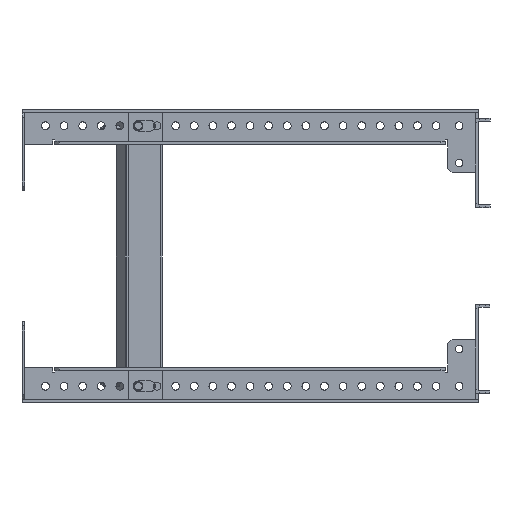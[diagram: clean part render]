
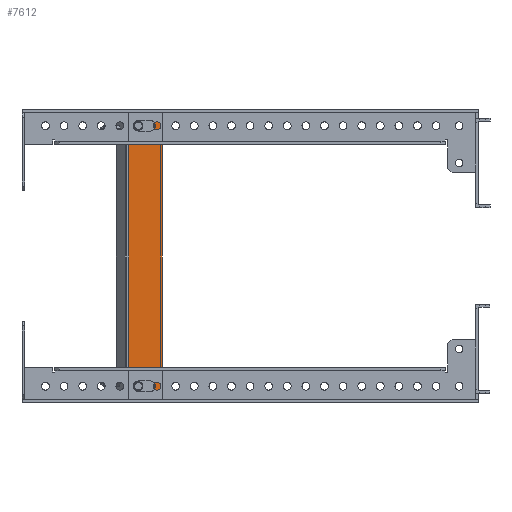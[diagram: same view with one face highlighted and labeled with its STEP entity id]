
A CAD part, front view. The second image highlights one B-rep face of the part: STEP entity #7612.
In plain terms, the highlighted planar face has unit normal (0, -1, 0).
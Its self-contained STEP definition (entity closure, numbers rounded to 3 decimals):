
#46 = DIRECTION ( 'NONE',  ( 0., 0., 1. ) ) ;
#49 = DIRECTION ( 'NONE',  ( 1., 0., 0. ) ) ;
#225 = AXIS2_PLACEMENT_3D ( 'NONE', #28939, #20636, #49 ) ;
#342 = CIRCLE ( 'NONE', #5420, 3.5 ) ;
#510 = DIRECTION ( 'NONE',  ( -1., 0., 0. ) ) ;
#607 = DIRECTION ( 'NONE',  ( 1., 0., 0. ) ) ;
#782 = LINE ( 'NONE', #5733, #4182 ) ;
#881 = EDGE_CURVE ( 'NONE', #9137, #4878, #19020, .T. ) ;
#1461 = ORIENTED_EDGE ( 'NONE', *, *, #8173, .F. ) ;
#1464 = EDGE_CURVE ( 'NONE', #34461, #10494, #22938, .T. ) ;
#2347 = CARTESIAN_POINT ( 'NONE',  ( 1112.27, -253.815, -91. ) ) ;
#2644 = LINE ( 'NONE', #16602, #30157 ) ;
#3781 = VERTEX_POINT ( 'NONE', #13566 ) ;
#3956 = ORIENTED_EDGE ( 'NONE', *, *, #1464, .T. ) ;
#4182 = VECTOR ( 'NONE', #607, 1000. ) ;
#4236 = EDGE_CURVE ( 'NONE', #23136, #13714, #15139, .T. ) ;
#4325 = EDGE_CURVE ( 'NONE', #3781, #22558, #27471, .T. ) ;
#4423 = CARTESIAN_POINT ( 'NONE',  ( 1120.27, -253.815, 87.5 ) ) ;
#4696 = LINE ( 'NONE', #26955, #13210 ) ;
#4734 = DIRECTION ( 'NONE',  ( 0., 1., 0. ) ) ;
#4870 = FACE_BOUND ( 'NONE', #15932, .T. ) ;
#4878 = VERTEX_POINT ( 'NONE', #24222 ) ;
#5420 = AXIS2_PLACEMENT_3D ( 'NONE', #16953, #21899, #510 ) ;
#5447 = ORIENTED_EDGE ( 'NONE', *, *, #7642, .F. ) ;
#5733 = CARTESIAN_POINT ( 'NONE',  ( 1112.27, -253.815, 91. ) ) ;
#5735 = LINE ( 'NONE', #16701, #14990 ) ;
#5806 = DIRECTION ( 'NONE',  ( -1., 0., 0. ) ) ;
#5998 = CIRCLE ( 'NONE', #24628, 3.5 ) ;
#6160 = ORIENTED_EDGE ( 'NONE', *, *, #4325, .T. ) ;
#6465 = CARTESIAN_POINT ( 'NONE',  ( 1112.27, -253.815, 87.5 ) ) ;
#6574 = CARTESIAN_POINT ( 'NONE',  ( 1108.77, -253.815, -87.5 ) ) ;
#7251 = EDGE_CURVE ( 'NONE', #4878, #10987, #782, .T. ) ;
#7612 = ADVANCED_FACE ( 'NONE', ( #24279, #4870, #28612 ), #18144, .F. ) ;
#7642 = EDGE_CURVE ( 'NONE', #25244, #22558, #4696, .T. ) ;
#7805 = CARTESIAN_POINT ( 'NONE',  ( 1108.77, -253.815, 87.5 ) ) ;
#7856 = EDGE_CURVE ( 'NONE', #33103, #12977, #24543, .T. ) ;
#8173 = EDGE_CURVE ( 'NONE', #13266, #25244, #5735, .T. ) ;
#8810 = CARTESIAN_POINT ( 'NONE',  ( 1112.27, -253.815, -87.5 ) ) ;
#9137 = VERTEX_POINT ( 'NONE', #7805 ) ;
#9223 = CARTESIAN_POINT ( 'NONE',  ( 1112.27, -253.815, -91. ) ) ;
#9272 = DIRECTION ( 'NONE',  ( -1., 0., 0. ) ) ;
#9970 = AXIS2_PLACEMENT_3D ( 'NONE', #6465, #22711, #9272 ) ;
#10494 = VERTEX_POINT ( 'NONE', #15706 ) ;
#10987 = VERTEX_POINT ( 'NONE', #22576 ) ;
#12609 = ORIENTED_EDGE ( 'NONE', *, *, #7856, .F. ) ;
#12941 = CARTESIAN_POINT ( 'NONE',  ( 1112.27, -253.815, -84. ) ) ;
#12977 = VERTEX_POINT ( 'NONE', #6574 ) ;
#12996 = CIRCLE ( 'NONE', #33977, 3.5 ) ;
#13210 = VECTOR ( 'NONE', #34110, 1000. ) ;
#13266 = VERTEX_POINT ( 'NONE', #24938 ) ;
#13346 = EDGE_CURVE ( 'NONE', #3781, #13266, #2644, .T. ) ;
#13428 = DIRECTION ( 'NONE',  ( 0., 1., 0. ) ) ;
#13566 = CARTESIAN_POINT ( 'NONE',  ( 1128.272, -253.815, -97.5 ) ) ;
#13714 = VERTEX_POINT ( 'NONE', #34440 ) ;
#13863 = ORIENTED_EDGE ( 'NONE', *, *, #34652, .T. ) ;
#14990 = VECTOR ( 'NONE', #27316, 1000. ) ;
#15139 = LINE ( 'NONE', #2347, #18117 ) ;
#15211 = DIRECTION ( 'NONE',  ( -1., 0., 0. ) ) ;
#15630 = CIRCLE ( 'NONE', #26961, 3.5 ) ;
#15635 = CARTESIAN_POINT ( 'NONE',  ( 1120.27, -253.815, -84. ) ) ;
#15706 = CARTESIAN_POINT ( 'NONE',  ( 1112.27, -253.815, 84. ) ) ;
#15869 = VECTOR ( 'NONE', #46, 1000. ) ;
#15932 = EDGE_LOOP ( 'NONE', ( #24758, #26214, #12609, #31368, #30115 ) ) ;
#15957 = CARTESIAN_POINT ( 'NONE',  ( 1128.272, -253.815, -100.859 ) ) ;
#16602 = CARTESIAN_POINT ( 'NONE',  ( 1150.113, -253.815, -97.5 ) ) ;
#16701 = CARTESIAN_POINT ( 'NONE',  ( 1105.77, -253.815, -97.5 ) ) ;
#16953 = CARTESIAN_POINT ( 'NONE',  ( 1120.27, -253.815, -87.5 ) ) ;
#18117 = VECTOR ( 'NONE', #28901, 1000. ) ;
#18144 = PLANE ( 'NONE',  #225 ) ;
#19020 = CIRCLE ( 'NONE', #9970, 3.5 ) ;
#19044 = DIRECTION ( 'NONE',  ( -1., 0., 0. ) ) ;
#19256 = DIRECTION ( 'NONE',  ( -1., 0., 0. ) ) ;
#19820 = CARTESIAN_POINT ( 'NONE',  ( 1128.272, -253.815, 97.5 ) ) ;
#19836 = DIRECTION ( 'NONE',  ( -1., 0., 0. ) ) ;
#20291 = DIRECTION ( 'NONE',  ( -1., 0., 0. ) ) ;
#20636 = DIRECTION ( 'NONE',  ( 0., 1., 0. ) ) ;
#21292 = VECTOR ( 'NONE', #20291, 1000. ) ;
#21872 = CARTESIAN_POINT ( 'NONE',  ( 1112.27, -253.815, -87.5 ) ) ;
#21877 = ORIENTED_EDGE ( 'NONE', *, *, #22790, .T. ) ;
#21899 = DIRECTION ( 'NONE',  ( 0., -1., 0. ) ) ;
#22031 = DIRECTION ( 'NONE',  ( -1., 0., 0. ) ) ;
#22558 = VERTEX_POINT ( 'NONE', #19820 ) ;
#22576 = CARTESIAN_POINT ( 'NONE',  ( 1120.27, -253.815, 91. ) ) ;
#22711 = DIRECTION ( 'NONE',  ( 0., 1., 0. ) ) ;
#22790 = EDGE_CURVE ( 'NONE', #10494, #9137, #15630, .T. ) ;
#22938 = LINE ( 'NONE', #33786, #21292 ) ;
#23001 = EDGE_CURVE ( 'NONE', #24735, #33103, #30151, .T. ) ;
#23136 = VERTEX_POINT ( 'NONE', #9223 ) ;
#23950 = CARTESIAN_POINT ( 'NONE',  ( 1105.77, -253.815, 97.5 ) ) ;
#24222 = CARTESIAN_POINT ( 'NONE',  ( 1112.27, -253.815, 91. ) ) ;
#24279 = FACE_OUTER_BOUND ( 'NONE', #29297, .T. ) ;
#24543 = CIRCLE ( 'NONE', #29064, 3.5 ) ;
#24628 = AXIS2_PLACEMENT_3D ( 'NONE', #8810, #25301, #5806 ) ;
#24735 = VERTEX_POINT ( 'NONE', #15635 ) ;
#24758 = ORIENTED_EDGE ( 'NONE', *, *, #4236, .F. ) ;
#24938 = CARTESIAN_POINT ( 'NONE',  ( 1105.77, -253.815, -97.5 ) ) ;
#25244 = VERTEX_POINT ( 'NONE', #23950 ) ;
#25301 = DIRECTION ( 'NONE',  ( 0., -1., 0. ) ) ;
#26015 = ORIENTED_EDGE ( 'NONE', *, *, #13346, .F. ) ;
#26214 = ORIENTED_EDGE ( 'NONE', *, *, #26244, .F. ) ;
#26244 = EDGE_CURVE ( 'NONE', #12977, #23136, #5998, .T. ) ;
#26266 = EDGE_CURVE ( 'NONE', #13714, #24735, #342, .T. ) ;
#26955 = CARTESIAN_POINT ( 'NONE',  ( 1105.77, -253.815, 97.5 ) ) ;
#26961 = AXIS2_PLACEMENT_3D ( 'NONE', #28694, #13428, #22031 ) ;
#27316 = DIRECTION ( 'NONE',  ( 0., 0., 1. ) ) ;
#27471 = LINE ( 'NONE', #15957, #15869 ) ;
#28012 = CARTESIAN_POINT ( 'NONE',  ( 1112.27, -253.815, -84. ) ) ;
#28578 = EDGE_LOOP ( 'NONE', ( #21877, #34971, #30148, #13863, #3956 ) ) ;
#28612 = FACE_BOUND ( 'NONE', #28578, .T. ) ;
#28694 = CARTESIAN_POINT ( 'NONE',  ( 1112.27, -253.815, 87.5 ) ) ;
#28901 = DIRECTION ( 'NONE',  ( 1., 0., 0. ) ) ;
#28939 = CARTESIAN_POINT ( 'NONE',  ( 1150.737, -253.815, 0. ) ) ;
#29064 = AXIS2_PLACEMENT_3D ( 'NONE', #21872, #30576, #19044 ) ;
#29297 = EDGE_LOOP ( 'NONE', ( #5447, #1461, #26015, #6160 ) ) ;
#30115 = ORIENTED_EDGE ( 'NONE', *, *, #26266, .F. ) ;
#30148 = ORIENTED_EDGE ( 'NONE', *, *, #7251, .T. ) ;
#30151 = LINE ( 'NONE', #28012, #32061 ) ;
#30157 = VECTOR ( 'NONE', #19256, 1000. ) ;
#30576 = DIRECTION ( 'NONE',  ( 0., -1., 0. ) ) ;
#31368 = ORIENTED_EDGE ( 'NONE', *, *, #23001, .F. ) ;
#32061 = VECTOR ( 'NONE', #19836, 1000. ) ;
#33103 = VERTEX_POINT ( 'NONE', #12941 ) ;
#33786 = CARTESIAN_POINT ( 'NONE',  ( 1112.27, -253.815, 84. ) ) ;
#33936 = CARTESIAN_POINT ( 'NONE',  ( 1120.27, -253.815, 84. ) ) ;
#33977 = AXIS2_PLACEMENT_3D ( 'NONE', #4423, #4734, #15211 ) ;
#34110 = DIRECTION ( 'NONE',  ( 1., 0., 0. ) ) ;
#34440 = CARTESIAN_POINT ( 'NONE',  ( 1120.27, -253.815, -91. ) ) ;
#34461 = VERTEX_POINT ( 'NONE', #33936 ) ;
#34652 = EDGE_CURVE ( 'NONE', #10987, #34461, #12996, .T. ) ;
#34971 = ORIENTED_EDGE ( 'NONE', *, *, #881, .T. ) ;
